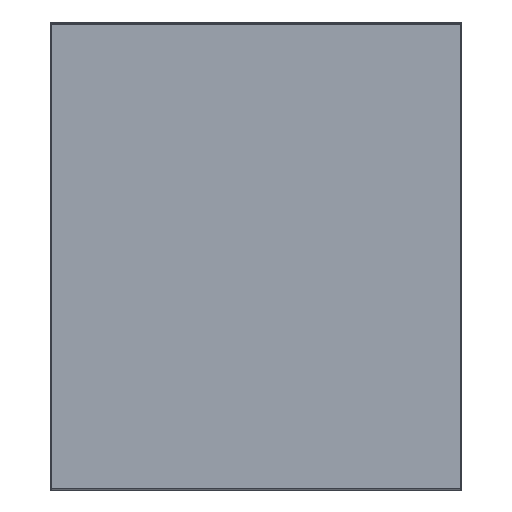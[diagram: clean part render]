
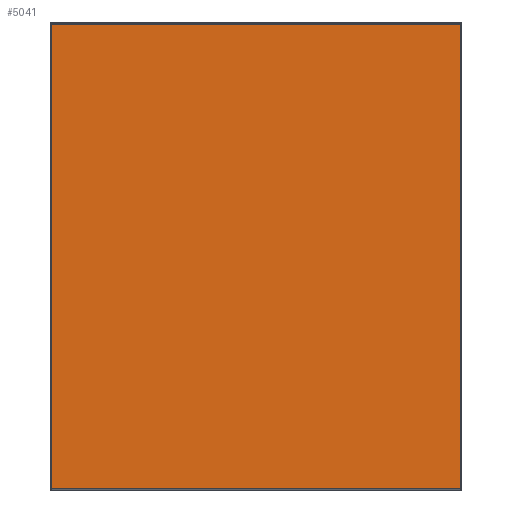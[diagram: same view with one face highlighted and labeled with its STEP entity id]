
A CAD part, left-side view. The second image highlights one B-rep face of the part: STEP entity #5041.
In plain terms, the highlighted planar face has unit normal (-1, 0, 0).
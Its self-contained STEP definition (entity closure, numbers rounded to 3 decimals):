
#758 = LINE ( 'NONE', #2838, #8018 ) ;
#829 = LINE ( 'NONE', #6670, #10868 ) ;
#1276 = LINE ( 'NONE', #7175, #7604 ) ;
#1492 = CARTESIAN_POINT ( 'NONE',  ( -297.5, 400., -228.5 ) ) ;
#1672 = DIRECTION ( 'NONE',  ( 0., 0., 1. ) ) ;
#2714 = DIRECTION ( 'NONE',  ( -1., 0., 0. ) ) ;
#2838 = CARTESIAN_POINT ( 'NONE',  ( -297.5, 400., 224.086 ) ) ;
#3409 = ORIENTED_EDGE ( 'NONE', *, *, #5700, .T. ) ;
#3783 = CARTESIAN_POINT ( 'NONE',  ( -297.5, 1., 224.086 ) ) ;
#4175 = CARTESIAN_POINT ( 'NONE',  ( -297.5, 1., -227.5 ) ) ;
#4179 = VERTEX_POINT ( 'NONE', #4175 ) ;
#4423 = LINE ( 'NONE', #5259, #8900 ) ;
#4466 = PLANE ( 'NONE',  #8284 ) ;
#4647 = FACE_OUTER_BOUND ( 'NONE', #7836, .T. ) ;
#4708 = DIRECTION ( 'NONE',  ( 0., 1., 0. ) ) ;
#4870 = ORIENTED_EDGE ( 'NONE', *, *, #12558, .T. ) ;
#5041 = ADVANCED_FACE ( 'NONE', ( #4647 ), #4466, .T. ) ;
#5259 = CARTESIAN_POINT ( 'NONE',  ( -297.5, 399., -228.5 ) ) ;
#5361 = CARTESIAN_POINT ( 'NONE',  ( -297.5, 399., -227.5 ) ) ;
#5481 = VERTEX_POINT ( 'NONE', #9683 ) ;
#5498 = ORIENTED_EDGE ( 'NONE', *, *, #12659, .T. ) ;
#5700 = EDGE_CURVE ( 'NONE', #5481, #8472, #4423, .T. ) ;
#6670 = CARTESIAN_POINT ( 'NONE',  ( -297.5, 1., -228.5 ) ) ;
#7175 = CARTESIAN_POINT ( 'NONE',  ( -297.5, 400., -227.5 ) ) ;
#7604 = VECTOR ( 'NONE', #11193, 1000. ) ;
#7836 = EDGE_LOOP ( 'NONE', ( #3409, #5498, #10340, #4870 ) ) ;
#8018 = VECTOR ( 'NONE', #4708, 1000. ) ;
#8284 = AXIS2_PLACEMENT_3D ( 'NONE', #1492, #2714, #1672 ) ;
#8472 = VERTEX_POINT ( 'NONE', #5361 ) ;
#8900 = VECTOR ( 'NONE', #12072, 1000. ) ;
#9683 = CARTESIAN_POINT ( 'NONE',  ( -297.5, 399., 224.086 ) ) ;
#10340 = ORIENTED_EDGE ( 'NONE', *, *, #10845, .T. ) ;
#10845 = EDGE_CURVE ( 'NONE', #4179, #11662, #829, .T. ) ;
#10868 = VECTOR ( 'NONE', #12551, 1000. ) ;
#11193 = DIRECTION ( 'NONE',  ( 0., -1., 0. ) ) ;
#11662 = VERTEX_POINT ( 'NONE', #3783 ) ;
#12072 = DIRECTION ( 'NONE',  ( 0., 0., -1. ) ) ;
#12551 = DIRECTION ( 'NONE',  ( 0., 0., 1. ) ) ;
#12558 = EDGE_CURVE ( 'NONE', #11662, #5481, #758, .T. ) ;
#12659 = EDGE_CURVE ( 'NONE', #8472, #4179, #1276, .T. ) ;
